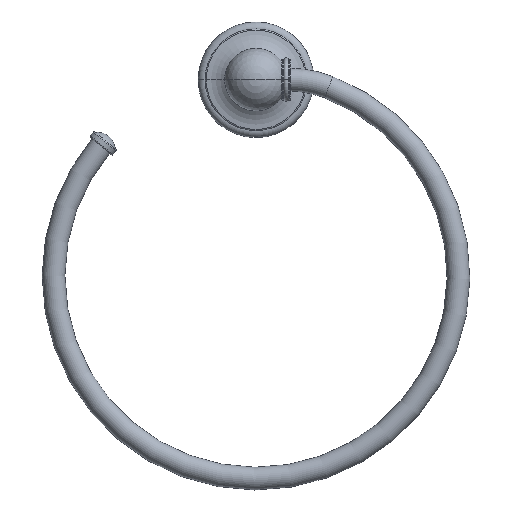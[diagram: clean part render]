
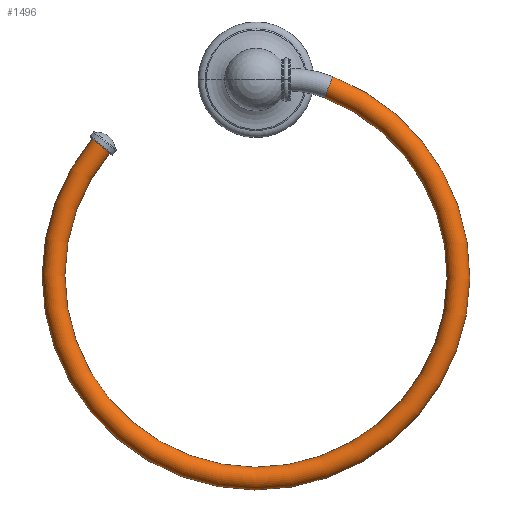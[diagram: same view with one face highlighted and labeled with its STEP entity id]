
A CAD part, top view. The second image highlights one B-rep face of the part: STEP entity #1496.
In plain terms, the highlighted toroidal (fillet/blend) face has major radius 89 mm and minor radius 5 mm.
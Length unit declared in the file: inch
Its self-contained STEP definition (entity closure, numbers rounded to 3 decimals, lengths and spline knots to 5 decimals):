
#1408=CARTESIAN_POINT('',(-2.68417,-1.14931,
2.27559));
#1409=DIRECTION('',(-0.643,-0.766,0.));
#1410=DIRECTION('',(0.766,-0.643,0.));
#1411=AXIS2_PLACEMENT_3D('',#1408,#1409,#1410);
#1418=CARTESIAN_POINT('',(0.,-3.4016,2.27559));
#1419=DIRECTION('',(0.,0.,1.));
#1420=DIRECTION('',(-0.766,0.643,0.));
#1421=AXIS2_PLACEMENT_3D('',#1418,#1419,#1420);
#1423=CARTESIAN_POINT('',(0.,-3.4016,2.27559));
#1424=DIRECTION('',(0.,0.,1.));
#1425=DIRECTION('',(-0.766,0.643,0.));
#1426=AXIS2_PLACEMENT_3D('',#1423,#1424,#1425);
#1443=CARTESIAN_POINT('',(1.25782,-0.13121,
2.27559));
#1444=DIRECTION('',(-0.933,0.359,0.));
#1445=DIRECTION('',(-0.359,-0.933,0.));
#1446=AXIS2_PLACEMENT_3D('',#1443,#1444,#1445);
#1458=CARTESIAN_POINT('',(-2.53338,-1.27584,
2.27559));
#1459=CARTESIAN_POINT('',(-2.83497,-1.02278,
2.27559));
#1460=VERTEX_POINT('',#1458);
#1461=VERTEX_POINT('',#1459);
#1462=CARTESIAN_POINT('',(1.18716,-0.31494,
2.27559));
#1463=CARTESIAN_POINT('',(1.32849,0.05252,2.27559));
#1464=VERTEX_POINT('',#1462);
#1465=VERTEX_POINT('',#1463);
#1482=CARTESIAN_POINT('',(0.,-3.4016,2.27559));
#1483=DIRECTION('',(0.,0.,1.));
#1484=DIRECTION('',(0.766,-0.643,0.));
#1485=AXIS2_PLACEMENT_3D('',#1482,#1483,#1484);
#1486=TOROIDAL_SURFACE('',#1485,3.50394,0.19685);
#1487=ORIENTED_EDGE('',*,*,#1475,.F.);
#1489=ORIENTED_EDGE('',*,*,#1488,.T.);
#1491=ORIENTED_EDGE('',*,*,#1490,.T.);
#1493=ORIENTED_EDGE('',*,*,#1492,.F.);
#1494=EDGE_LOOP('',(#1487,#1489,#1491,#1493));
#1495=FACE_OUTER_BOUND('',#1494,.F.);
#1496=ADVANCED_FACE('',(#1495),#1486,.T.);
#1412=CIRCLE('',#1411,0.19685);
#1422=CIRCLE('',#1421,3.30709);
#1427=CIRCLE('',#1426,3.70079);
#1447=CIRCLE('',#1446,0.19685);
#1475=EDGE_CURVE('',#1460,#1461,#1412,.T.);
#1488=EDGE_CURVE('',#1460,#1464,#1422,.T.);
#1490=EDGE_CURVE('',#1464,#1465,#1447,.T.);
#1492=EDGE_CURVE('',#1461,#1465,#1427,.T.);
